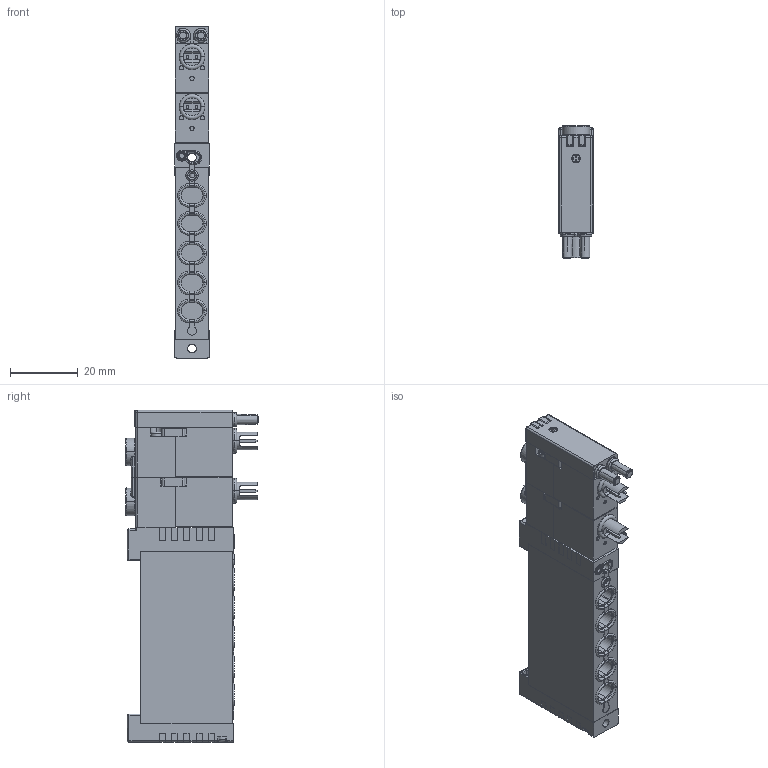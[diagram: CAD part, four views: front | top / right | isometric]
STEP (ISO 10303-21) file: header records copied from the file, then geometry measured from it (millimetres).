
FILE_DESCRIPTION(/* description */ (''),/* implementation_level */ '2;1');
FILE_NAME(/* name */ 'FDF-10双电控外形深蓝.stp',/* time_stamp */ '2025-12-09T10:42:38+08:00',/* author */ (''),/* organization */ (''),/* preprocessor_version */ 'ST-DEVELOPER v16',/* originating_system */ 'SIEMENS PLM Software NX 10.0',/* authorisation */ '');
FILE_SCHEMA (('AP203_CONFIGURATION_CONTROLLED_3D_DESIGN_OF_MECHANICAL_PARTS_AND_ASSEMBLIES_MIM_LF { 1 0 10303 403 2 1 2}'));
Length unit declared in the file: millimetre
Products named in the file (1): Admi1A6CFA90z7yp
Bounding box: 10.2 x 39.1 x 97.7 mm (x, y, z)
Volume: 26675.3 mm3; surface area: 16804.2 mm2
Topology: 26 solids, 33 shells, 1791 faces, 4428 edges, 2679 vertices
Faces by surface type: cylinder 762, plane 634, torus 245, cone 67, sphere 59, bspline 24
Entity records: 60840 total; most frequent: CARTESIAN_POINT 10896, DIRECTION 9639, ORIENTED_EDGE 8652, EDGE_CURVE 4326, AXIS2_PLACEMENT_3D 3697, VERTEX_POINT 2663, LINE 2245, VECTOR 2245
